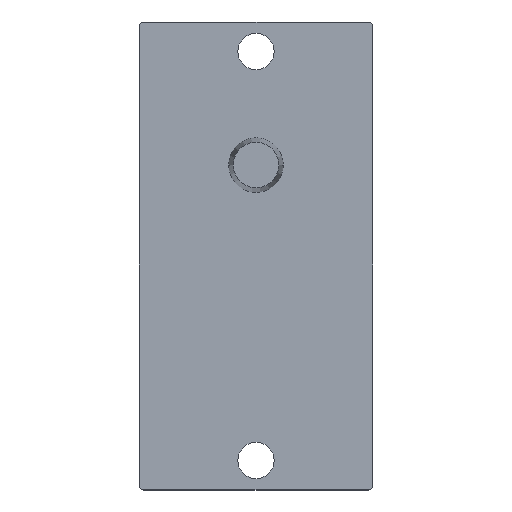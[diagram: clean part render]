
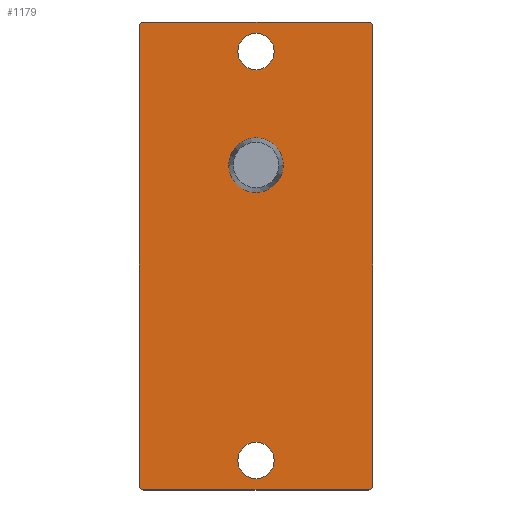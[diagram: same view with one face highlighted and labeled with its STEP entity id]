
A CAD part, top view. The second image highlights one B-rep face of the part: STEP entity #1179.
In plain terms, the highlighted planar face has unit normal (0, 0, 1).
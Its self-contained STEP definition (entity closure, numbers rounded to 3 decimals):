
#59 = AXIS2_PLACEMENT_3D ( 'NONE', #242, #239, #235 ) ;
#113 = ORIENTED_EDGE ( 'NONE', *, *, #848, .F. ) ;
#172 = AXIS2_PLACEMENT_3D ( 'NONE', #541, #536, #533 ) ;
#179 = AXIS2_PLACEMENT_3D ( 'NONE', #570, #559, #554 ) ;
#189 = AXIS2_PLACEMENT_3D ( 'NONE', #579, #578, #576 ) ;
#191 = AXIS2_PLACEMENT_3D ( 'NONE', #602, #600, #589 ) ;
#195 = AXIS2_PLACEMENT_3D ( 'NONE', #634, #631, #627 ) ;
#200 = AXIS2_PLACEMENT_3D ( 'NONE', #675, #667, #662 ) ;
#201 = AXIS2_PLACEMENT_3D ( 'NONE', #723, #719, #708 ) ;
#235 = DIRECTION ( 'NONE',  ( 1., 0., 0. ) ) ;
#239 = DIRECTION ( 'NONE',  ( 0., 0., 1. ) ) ;
#242 = CARTESIAN_POINT ( 'NONE',  ( 0., 0., 4. ) ) ;
#260 = CARTESIAN_POINT ( 'NONE',  ( 0., 45., 4. ) ) ;
#305 = PLANE ( 'NONE',  #59 ) ;
#376 = AXIS2_PLACEMENT_3D ( 'NONE', #1299, #1293, #1288 ) ;
#418 = ORIENTED_EDGE ( 'NONE', *, *, #1023, .T. ) ;
#420 = EDGE_LOOP ( 'NONE', ( #1229, #2971 ) ) ;
#435 = VERTEX_POINT ( 'NONE', #1886 ) ;
#468 = VECTOR ( 'NONE', #740, 1000. ) ;
#477 = CIRCLE ( 'NONE', #201, 1. ) ;
#488 = CIRCLE ( 'NONE', #195, 1. ) ;
#533 = DIRECTION ( 'NONE',  ( 1., 0., 0. ) ) ;
#536 = DIRECTION ( 'NONE',  ( 0., 0., 1. ) ) ;
#541 = CARTESIAN_POINT ( 'NONE',  ( 0., 20., 4. ) ) ;
#552 = CIRCLE ( 'NONE', #200, 1. ) ;
#554 = DIRECTION ( 'NONE',  ( 1., 0., 0. ) ) ;
#559 = DIRECTION ( 'NONE',  ( 0., 0., 1. ) ) ;
#570 = CARTESIAN_POINT ( 'NONE',  ( 0., -45., 4. ) ) ;
#576 = DIRECTION ( 'NONE',  ( 1., 0., 0. ) ) ;
#578 = DIRECTION ( 'NONE',  ( 0., 0., 1. ) ) ;
#579 = CARTESIAN_POINT ( 'NONE',  ( 0., 45., 4. ) ) ;
#589 = DIRECTION ( 'NONE',  ( -1., 0., 0. ) ) ;
#600 = DIRECTION ( 'NONE',  ( 0., 0., 1. ) ) ;
#602 = CARTESIAN_POINT ( 'NONE',  ( -24.75, 50.5, 4. ) ) ;
#627 = DIRECTION ( 'NONE',  ( -1., 0., 0. ) ) ;
#631 = DIRECTION ( 'NONE',  ( 0., 0., 1. ) ) ;
#634 = CARTESIAN_POINT ( 'NONE',  ( 24.75, 50.5, 4. ) ) ;
#649 = DIRECTION ( 'NONE',  ( 0., 1., 0. ) ) ;
#652 = CARTESIAN_POINT ( 'NONE',  ( -25.75, 51.5, 4. ) ) ;
#654 = CARTESIAN_POINT ( 'NONE',  ( 25.75, 51.5, 4. ) ) ;
#662 = DIRECTION ( 'NONE',  ( -1., 0., 0. ) ) ;
#667 = DIRECTION ( 'NONE',  ( 0., 0., 1. ) ) ;
#675 = CARTESIAN_POINT ( 'NONE',  ( 24.75, -50.5, 4. ) ) ;
#678 = CARTESIAN_POINT ( 'NONE',  ( -25.75, -51.5, 4. ) ) ;
#688 = DIRECTION ( 'NONE',  ( 1., 0., 0. ) ) ;
#694 = CARTESIAN_POINT ( 'NONE',  ( -6., 20., 4. ) ) ;
#708 = DIRECTION ( 'NONE',  ( -1., 0., 0. ) ) ;
#710 = FACE_OUTER_BOUND ( 'NONE', #2890, .T. ) ;
#719 = DIRECTION ( 'NONE',  ( 0., 0., 1. ) ) ;
#723 = CARTESIAN_POINT ( 'NONE',  ( -24.75, -50.5, 4. ) ) ;
#727 = CARTESIAN_POINT ( 'NONE',  ( -25.75, 51.5, 4. ) ) ;
#740 = DIRECTION ( 'NONE',  ( 0., -1., 0. ) ) ;
#772 = FACE_BOUND ( 'NONE', #2454, .T. ) ;
#777 = CARTESIAN_POINT ( 'NONE',  ( -25.75, -50.5, 4. ) ) ;
#782 = DIRECTION ( 'NONE',  ( -1., 0., 0. ) ) ;
#795 = CIRCLE ( 'NONE', #179, 4. ) ;
#802 = FACE_BOUND ( 'NONE', #1370, .T. ) ;
#807 = LINE ( 'NONE', #652, #2695 ) ;
#828 = VECTOR ( 'NONE', #649, 1000. ) ;
#839 = VERTEX_POINT ( 'NONE', #1396 ) ;
#848 = EDGE_CURVE ( 'NONE', #2550, #1016, #3284, .T. ) ;
#856 = AXIS2_PLACEMENT_3D ( 'NONE', #2321, #2315, #2311 ) ;
#997 = VERTEX_POINT ( 'NONE', #777 ) ;
#1000 = EDGE_CURVE ( 'NONE', #997, #2332, #477, .T. ) ;
#1001 = EDGE_CURVE ( 'NONE', #2052, #997, #1234, .T. ) ;
#1016 = VERTEX_POINT ( 'NONE', #694 ) ;
#1017 = EDGE_CURVE ( 'NONE', #3132, #1518, #552, .T. ) ;
#1023 = EDGE_CURVE ( 'NONE', #2332, #3132, #2708, .T. ) ;
#1025 = EDGE_CURVE ( 'NONE', #1518, #2790, #1485, .T. ) ;
#1031 = EDGE_CURVE ( 'NONE', #2790, #2428, #488, .T. ) ;
#1032 = EDGE_CURVE ( 'NONE', #2428, #839, #807, .T. ) ;
#1035 = ORIENTED_EDGE ( 'NONE', *, *, #1001, .T. ) ;
#1041 = CARTESIAN_POINT ( 'NONE',  ( -4., 45., 4. ) ) ;
#1044 = EDGE_CURVE ( 'NONE', #839, #2052, #1468, .T. ) ;
#1050 = EDGE_CURVE ( 'NONE', #2085, #3148, #2616, .T. ) ;
#1058 = EDGE_CURVE ( 'NONE', #2684, #435, #795, .T. ) ;
#1059 = EDGE_CURVE ( 'NONE', #1016, #2550, #2429, .T. ) ;
#1128 = CARTESIAN_POINT ( 'NONE',  ( 25.75, -50.5, 4. ) ) ;
#1156 = FACE_BOUND ( 'NONE', #420, .T. ) ;
#1179 = ADVANCED_FACE ( 'NONE', ( #710, #802, #1156, #772 ), #305, .T. ) ;
#1229 = ORIENTED_EDGE ( 'NONE', *, *, #1058, .F. ) ;
#1234 = LINE ( 'NONE', #727, #468 ) ;
#1288 = DIRECTION ( 'NONE',  ( 1., 0., 0. ) ) ;
#1293 = DIRECTION ( 'NONE',  ( 0., 0., 1. ) ) ;
#1294 = ORIENTED_EDGE ( 'NONE', *, *, #1044, .T. ) ;
#1299 = CARTESIAN_POINT ( 'NONE',  ( 0., 20., 4. ) ) ;
#1342 = CARTESIAN_POINT ( 'NONE',  ( 4., -45., 4. ) ) ;
#1354 = CARTESIAN_POINT ( 'NONE',  ( 24.75, -51.5, 4. ) ) ;
#1370 = EDGE_LOOP ( 'NONE', ( #2805, #1461 ) ) ;
#1396 = CARTESIAN_POINT ( 'NONE',  ( -24.75, 51.5, 4. ) ) ;
#1432 = CIRCLE ( 'NONE', #2848, 4. ) ;
#1461 = ORIENTED_EDGE ( 'NONE', *, *, #2255, .F. ) ;
#1468 = CIRCLE ( 'NONE', #191, 1. ) ;
#1477 = VECTOR ( 'NONE', #688, 1000. ) ;
#1485 = LINE ( 'NONE', #654, #828 ) ;
#1518 = VERTEX_POINT ( 'NONE', #1128 ) ;
#1602 = ORIENTED_EDGE ( 'NONE', *, *, #1031, .T. ) ;
#1699 = CARTESIAN_POINT ( 'NONE',  ( 25.75, 50.5, 4. ) ) ;
#1725 = ORIENTED_EDGE ( 'NONE', *, *, #1017, .T. ) ;
#1886 = CARTESIAN_POINT ( 'NONE',  ( -4., -45., 4. ) ) ;
#1890 = ORIENTED_EDGE ( 'NONE', *, *, #1025, .T. ) ;
#2033 = CARTESIAN_POINT ( 'NONE',  ( 6., 20., 4. ) ) ;
#2052 = VERTEX_POINT ( 'NONE', #2869 ) ;
#2085 = VERTEX_POINT ( 'NONE', #2840 ) ;
#2105 = CARTESIAN_POINT ( 'NONE',  ( 24.75, 51.5, 4. ) ) ;
#2151 = CIRCLE ( 'NONE', #856, 4. ) ;
#2235 = EDGE_CURVE ( 'NONE', #435, #2684, #2151, .T. ) ;
#2255 = EDGE_CURVE ( 'NONE', #3148, #2085, #1432, .T. ) ;
#2275 = DIRECTION ( 'NONE',  ( 1., 0., 0. ) ) ;
#2278 = DIRECTION ( 'NONE',  ( 0., 0., 1. ) ) ;
#2285 = CARTESIAN_POINT ( 'NONE',  ( -24.75, -51.5, 4. ) ) ;
#2311 = DIRECTION ( 'NONE',  ( 1., 0., 0. ) ) ;
#2315 = DIRECTION ( 'NONE',  ( 0., 0., 1. ) ) ;
#2321 = CARTESIAN_POINT ( 'NONE',  ( 0., -45., 4. ) ) ;
#2332 = VERTEX_POINT ( 'NONE', #2285 ) ;
#2428 = VERTEX_POINT ( 'NONE', #2105 ) ;
#2429 = CIRCLE ( 'NONE', #172, 6. ) ;
#2454 = EDGE_LOOP ( 'NONE', ( #3308, #113 ) ) ;
#2464 = ORIENTED_EDGE ( 'NONE', *, *, #1032, .T. ) ;
#2550 = VERTEX_POINT ( 'NONE', #2033 ) ;
#2616 = CIRCLE ( 'NONE', #189, 4. ) ;
#2684 = VERTEX_POINT ( 'NONE', #1342 ) ;
#2695 = VECTOR ( 'NONE', #782, 1000. ) ;
#2708 = LINE ( 'NONE', #678, #1477 ) ;
#2790 = VERTEX_POINT ( 'NONE', #1699 ) ;
#2805 = ORIENTED_EDGE ( 'NONE', *, *, #1050, .F. ) ;
#2840 = CARTESIAN_POINT ( 'NONE',  ( 4., 45., 4. ) ) ;
#2848 = AXIS2_PLACEMENT_3D ( 'NONE', #260, #2278, #2275 ) ;
#2869 = CARTESIAN_POINT ( 'NONE',  ( -25.75, 50.5, 4. ) ) ;
#2890 = EDGE_LOOP ( 'NONE', ( #1035, #2986, #418, #1725, #1890, #1602, #2464, #1294 ) ) ;
#2971 = ORIENTED_EDGE ( 'NONE', *, *, #2235, .F. ) ;
#2986 = ORIENTED_EDGE ( 'NONE', *, *, #1000, .T. ) ;
#3132 = VERTEX_POINT ( 'NONE', #1354 ) ;
#3148 = VERTEX_POINT ( 'NONE', #1041 ) ;
#3284 = CIRCLE ( 'NONE', #376, 6. ) ;
#3308 = ORIENTED_EDGE ( 'NONE', *, *, #1059, .F. ) ;
